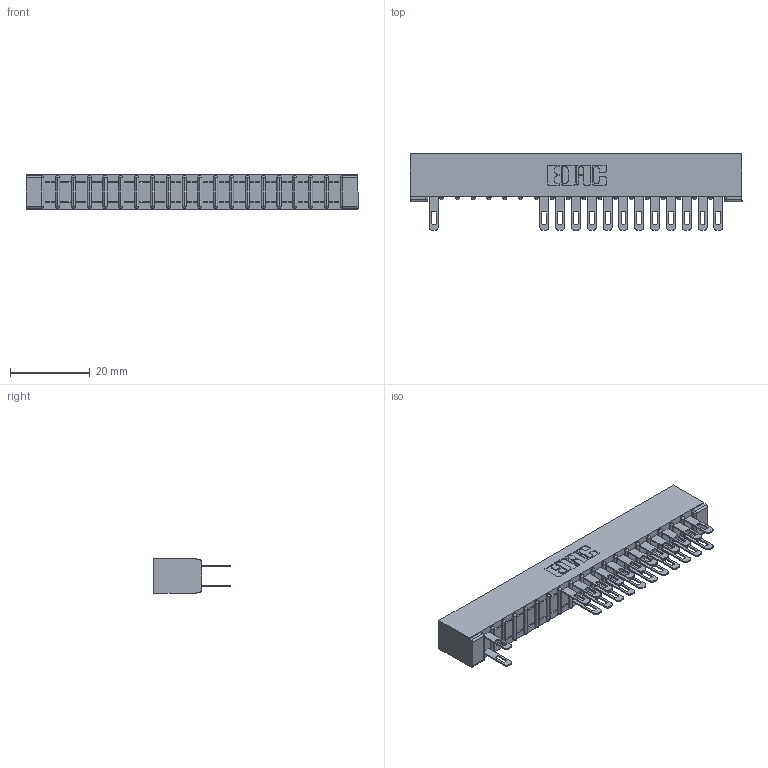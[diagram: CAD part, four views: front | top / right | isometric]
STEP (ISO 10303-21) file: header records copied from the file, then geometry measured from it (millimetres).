
FILE_DESCRIPTION (( 'STEP AP203' ), '1' );
FILE_NAME ('307-038-500-201.STEP', '2018-08-05T11:30:51', ( '' ), ( '' ), 'SwSTEP 2.0', 'SolidWorks 2016', '' );
FILE_SCHEMA (( 'CONFIG_CONTROL_DESIGN' ));
Length unit declared in the file: inch
Products named in the file (3): 307-038-500-201; 307 Part_No Mounting Lugs; 307-290-001_500
Assembly tree (26 placements, depth 2):
  307-038-500-201
    307 Part_No Mounting Lugs
    307-290-001_500  x25
Bounding box: 83.16 x 19.18 x 8.71 mm (x, y, z)
Volume: 5576.3 mm3; surface area: 9566.7 mm2
Topology: 26 solids, 26 shells, 1410 faces, 3965 edges, 2554 vertices
Faces by surface type: plane 894, cylinder 476, sphere 40
Entity records: 19012 total; most frequent: CARTESIAN_POINT 3166, ORIENTED_EDGE 3146, DIRECTION 3099, EDGE_CURVE 1573, LINE 1197, VECTOR 1197, VERTEX_POINT 1018, AXIS2_PLACEMENT_3D 951
